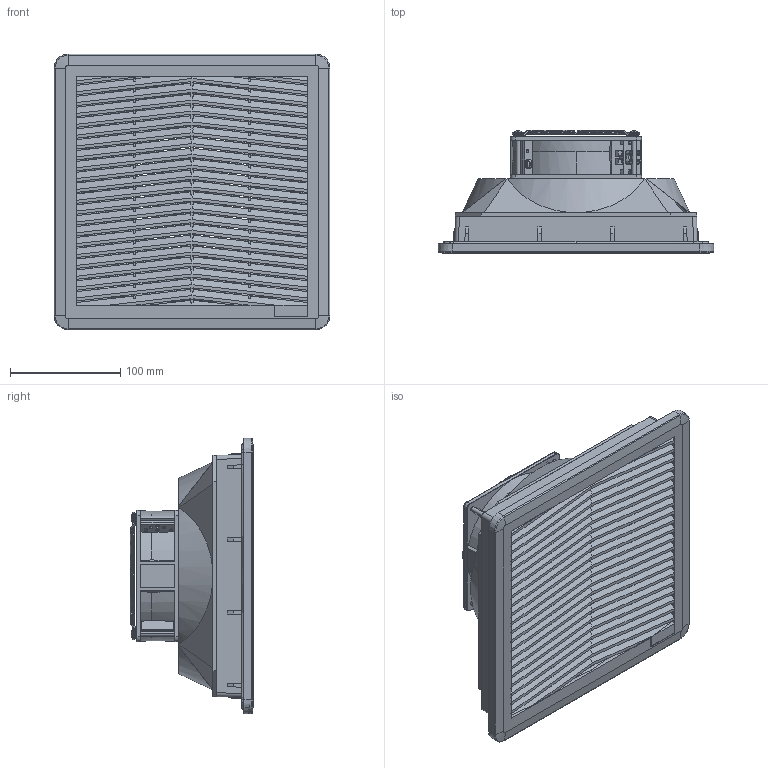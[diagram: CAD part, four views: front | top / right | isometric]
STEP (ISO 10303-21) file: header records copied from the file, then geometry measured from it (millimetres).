
FILE_DESCRIPTION((''),'2;1');
FILE_NAME('FL-4621A230VR','2013-09-12T',('alexcam'),(''),'PRO/ENGINEER BY PARAMETRIC TECHNOLOGY CORPORATION, 2010040','PRO/ENGINEER BY PARAMETRIC TECHNOLOGY CORPORATION, 2010040','');
FILE_SCHEMA(('AUTOMOTIVE_DESIGN_CC2 { 1 2 10303 214 -1 1 5 2 }'));
Products named in the file (1): FL-4621A230VR
Bounding box: 250.12 x 111.8 x 250.11 mm (x, y, z)
Volume: 143930 mm3; surface area: 497161.9 mm2
Topology: 18 solids, 31 shells, 3510 faces, 10437 edges, 6690 vertices
Faces by surface type: plane 2279, cylinder 593, bspline 321, cone 157, torus 130, extrusion 20, sphere 10
Entity records: 190685 total; most frequent: CARTESIAN_POINT 68463, ORIENTED_EDGE 20457, DIRECTION 16370, PRESENTATION_STYLE_ASSIGNMENT 10442, STYLED_ITEM 10442, CURVE_STYLE 10413, EDGE_CURVE 10413, VECTOR 7406
